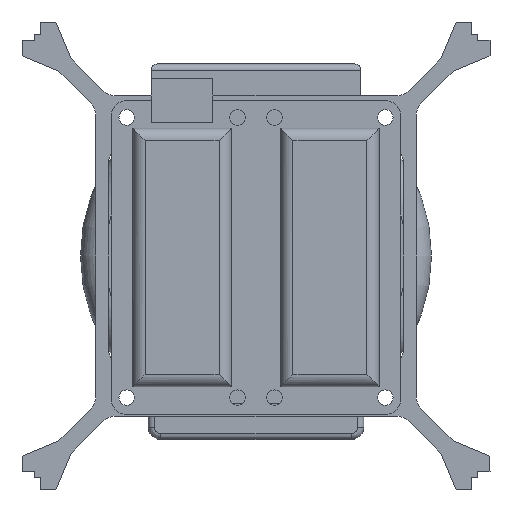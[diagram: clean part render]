
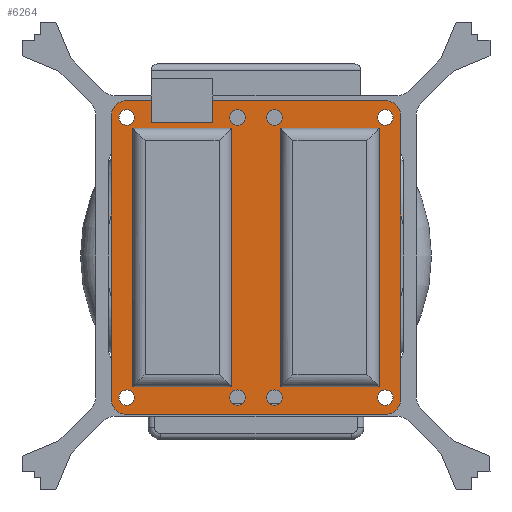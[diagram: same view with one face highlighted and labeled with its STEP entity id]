
A CAD part, front view. The second image highlights one B-rep face of the part: STEP entity #6264.
In plain terms, the highlighted face is planar.
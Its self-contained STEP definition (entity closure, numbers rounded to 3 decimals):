
#114=FACE_BOUND('',#795,.T.);
#115=FACE_BOUND('',#796,.T.);
#116=FACE_BOUND('',#797,.T.);
#117=FACE_BOUND('',#798,.T.);
#118=FACE_BOUND('',#799,.T.);
#119=FACE_BOUND('',#800,.T.);
#120=FACE_BOUND('',#801,.T.);
#121=FACE_BOUND('',#802,.T.);
#196=PLANE('',#6704);
#427=FACE_OUTER_BOUND('',#794,.T.);
#794=EDGE_LOOP('',(#4499,#4500,#4501,#4502,#4503,#4504,#4505,#4506));
#795=EDGE_LOOP('',(#4507));
#796=EDGE_LOOP('',(#4508));
#797=EDGE_LOOP('',(#4509));
#798=EDGE_LOOP('',(#4510));
#799=EDGE_LOOP('',(#4511));
#800=EDGE_LOOP('',(#4512));
#801=EDGE_LOOP('',(#4513));
#802=EDGE_LOOP('',(#4514));
#1201=LINE('',#9303,#1861);
#1207=LINE('',#9339,#1867);
#1210=LINE('',#9347,#1870);
#1220=LINE('',#9385,#1880);
#1861=VECTOR('',#7425,10.);
#1867=VECTOR('',#7461,10.);
#1870=VECTOR('',#7470,10.);
#1880=VECTOR('',#7518,10.);
#2469=CIRCLE('',#6664,2.5);
#2482=CIRCLE('',#6680,2.5);
#2483=CIRCLE('',#6683,2.5);
#2484=CIRCLE('',#6686,2.5);
#2485=CIRCLE('',#6688,1.25);
#2486=CIRCLE('',#6690,1.25);
#2487=CIRCLE('',#6692,1.25);
#2488=CIRCLE('',#6694,1.25);
#2489=CIRCLE('',#6696,1.25);
#2490=CIRCLE('',#6698,1.25);
#2491=CIRCLE('',#6700,1.25);
#2492=CIRCLE('',#6702,1.25);
#2757=VERTEX_POINT('',#9290);
#2758=VERTEX_POINT('',#9291);
#2762=VERTEX_POINT('',#9301);
#2776=VERTEX_POINT('',#9333);
#2777=VERTEX_POINT('',#9337);
#2778=VERTEX_POINT('',#9341);
#2779=VERTEX_POINT('',#9345);
#2780=VERTEX_POINT('',#9349);
#2781=VERTEX_POINT('',#9353);
#2782=VERTEX_POINT('',#9357);
#2783=VERTEX_POINT('',#9361);
#2784=VERTEX_POINT('',#9365);
#2785=VERTEX_POINT('',#9369);
#2786=VERTEX_POINT('',#9373);
#2787=VERTEX_POINT('',#9377);
#2788=VERTEX_POINT('',#9381);
#3399=EDGE_CURVE('',#2757,#2758,#2469,.T.);
#3405=EDGE_CURVE('',#2757,#2762,#1201,.T.);
#3420=EDGE_CURVE('',#2776,#2762,#2482,.T.);
#3423=EDGE_CURVE('',#2776,#2777,#1207,.T.);
#3424=EDGE_CURVE('',#2778,#2777,#2483,.T.);
#3427=EDGE_CURVE('',#2778,#2779,#1210,.T.);
#3428=EDGE_CURVE('',#2780,#2779,#2484,.T.);
#3430=EDGE_CURVE('',#2781,#2781,#2485,.T.);
#3432=EDGE_CURVE('',#2782,#2782,#2486,.T.);
#3434=EDGE_CURVE('',#2783,#2783,#2487,.T.);
#3436=EDGE_CURVE('',#2784,#2784,#2488,.T.);
#3438=EDGE_CURVE('',#2785,#2785,#2489,.T.);
#3440=EDGE_CURVE('',#2786,#2786,#2490,.T.);
#3442=EDGE_CURVE('',#2787,#2787,#2491,.T.);
#3444=EDGE_CURVE('',#2788,#2788,#2492,.T.);
#3446=EDGE_CURVE('',#2780,#2758,#1220,.T.);
#4499=ORIENTED_EDGE('',*,*,#3399,.F.);
#4500=ORIENTED_EDGE('',*,*,#3405,.T.);
#4501=ORIENTED_EDGE('',*,*,#3420,.F.);
#4502=ORIENTED_EDGE('',*,*,#3423,.T.);
#4503=ORIENTED_EDGE('',*,*,#3424,.F.);
#4504=ORIENTED_EDGE('',*,*,#3427,.T.);
#4505=ORIENTED_EDGE('',*,*,#3428,.F.);
#4506=ORIENTED_EDGE('',*,*,#3446,.T.);
#4507=ORIENTED_EDGE('',*,*,#3444,.T.);
#4508=ORIENTED_EDGE('',*,*,#3442,.T.);
#4509=ORIENTED_EDGE('',*,*,#3440,.T.);
#4510=ORIENTED_EDGE('',*,*,#3438,.T.);
#4511=ORIENTED_EDGE('',*,*,#3436,.T.);
#4512=ORIENTED_EDGE('',*,*,#3434,.T.);
#4513=ORIENTED_EDGE('',*,*,#3432,.T.);
#4514=ORIENTED_EDGE('',*,*,#3430,.T.);
#6264=ADVANCED_FACE('',(#427,#114,#115,#116,#117,#118,#119,#120,#121),#196,
 .T.);
#6664=AXIS2_PLACEMENT_3D('',#9292,#7415,#7416);
#6680=AXIS2_PLACEMENT_3D('',#9334,#7455,#7456);
#6683=AXIS2_PLACEMENT_3D('',#9342,#7464,#7465);
#6686=AXIS2_PLACEMENT_3D('',#9350,#7473,#7474);
#6688=AXIS2_PLACEMENT_3D('',#9354,#7478,#7479);
#6690=AXIS2_PLACEMENT_3D('',#9358,#7483,#7484);
#6692=AXIS2_PLACEMENT_3D('',#9362,#7488,#7489);
#6694=AXIS2_PLACEMENT_3D('',#9366,#7493,#7494);
#6696=AXIS2_PLACEMENT_3D('',#9370,#7498,#7499);
#6698=AXIS2_PLACEMENT_3D('',#9374,#7503,#7504);
#6700=AXIS2_PLACEMENT_3D('',#9378,#7508,#7509);
#6702=AXIS2_PLACEMENT_3D('',#9382,#7513,#7514);
#6704=AXIS2_PLACEMENT_3D('',#9386,#7519,#7520);
#7415=DIRECTION('center_axis',(0.,0.,-1.));
#7416=DIRECTION('ref_axis',(0.707,0.707,0.));
#7425=DIRECTION('',(-1.,0.,0.));
#7455=DIRECTION('center_axis',(0.,0.,-1.));
#7456=DIRECTION('ref_axis',(-0.707,0.707,0.));
#7461=DIRECTION('',(0.,-1.,0.));
#7464=DIRECTION('center_axis',(0.,0.,-1.));
#7465=DIRECTION('ref_axis',(-0.707,-0.707,0.));
#7470=DIRECTION('',(1.,0.,0.));
#7473=DIRECTION('center_axis',(0.,0.,-1.));
#7474=DIRECTION('ref_axis',(0.707,-0.707,0.));
#7478=DIRECTION('center_axis',(0.,0.,-1.));
#7479=DIRECTION('ref_axis',(1.,0.,0.));
#7483=DIRECTION('center_axis',(0.,0.,-1.));
#7484=DIRECTION('ref_axis',(1.,0.,0.));
#7488=DIRECTION('center_axis',(0.,0.,-1.));
#7489=DIRECTION('ref_axis',(1.,0.,0.));
#7493=DIRECTION('center_axis',(0.,0.,-1.));
#7494=DIRECTION('ref_axis',(1.,0.,0.));
#7498=DIRECTION('center_axis',(0.,0.,-1.));
#7499=DIRECTION('ref_axis',(1.,0.,0.));
#7503=DIRECTION('center_axis',(0.,0.,-1.));
#7504=DIRECTION('ref_axis',(1.,0.,0.));
#7508=DIRECTION('center_axis',(0.,0.,-1.));
#7509=DIRECTION('ref_axis',(1.,0.,0.));
#7513=DIRECTION('center_axis',(0.,0.,-1.));
#7514=DIRECTION('ref_axis',(1.,0.,0.));
#7518=DIRECTION('',(0.,1.,0.));
#7519=DIRECTION('center_axis',(0.,0.,1.));
#7520=DIRECTION('ref_axis',(1.,0.,0.));
#9290=CARTESIAN_POINT('',(21.,25.5,14.2));
#9291=CARTESIAN_POINT('',(23.5,23.,14.2));
#9292=CARTESIAN_POINT('Origin',(21.,23.,14.2));
#9301=CARTESIAN_POINT('',(-21.,25.5,14.2));
#9303=CARTESIAN_POINT('',(-23.5,25.5,14.2));
#9333=CARTESIAN_POINT('',(-23.5,23.,14.2));
#9334=CARTESIAN_POINT('Origin',(-21.,23.,14.2));
#9337=CARTESIAN_POINT('',(-23.5,-23.,14.2));
#9339=CARTESIAN_POINT('',(-23.5,-25.5,14.2));
#9341=CARTESIAN_POINT('',(-21.,-25.5,14.2));
#9342=CARTESIAN_POINT('Origin',(-21.,-23.,14.2));
#9345=CARTESIAN_POINT('',(21.,-25.5,14.2));
#9347=CARTESIAN_POINT('',(23.5,-25.5,14.2));
#9349=CARTESIAN_POINT('',(23.5,-23.,14.2));
#9350=CARTESIAN_POINT('Origin',(21.,-23.,14.2));
#9353=CARTESIAN_POINT('',(-22.25,22.75,14.2));
#9354=CARTESIAN_POINT('Origin',(-21.,22.75,14.2));
#9357=CARTESIAN_POINT('',(-4.25,22.75,14.2));
#9358=CARTESIAN_POINT('Origin',(-3.,22.75,14.2));
#9361=CARTESIAN_POINT('',(19.75,22.75,14.2));
#9362=CARTESIAN_POINT('Origin',(21.,22.75,14.2));
#9365=CARTESIAN_POINT('',(1.75,-22.75,14.2));
#9366=CARTESIAN_POINT('Origin',(3.,-22.75,14.2));
#9369=CARTESIAN_POINT('',(19.75,-22.75,14.2));
#9370=CARTESIAN_POINT('Origin',(21.,-22.75,14.2));
#9373=CARTESIAN_POINT('',(1.75,22.75,14.2));
#9374=CARTESIAN_POINT('Origin',(3.,22.75,14.2));
#9377=CARTESIAN_POINT('',(-22.25,-22.75,14.2));
#9378=CARTESIAN_POINT('Origin',(-21.,-22.75,14.2));
#9381=CARTESIAN_POINT('',(-4.25,-22.75,14.2));
#9382=CARTESIAN_POINT('Origin',(-3.,-22.75,14.2));
#9385=CARTESIAN_POINT('',(23.5,25.5,14.2));
#9386=CARTESIAN_POINT('Origin',(0.,0.,14.2));
